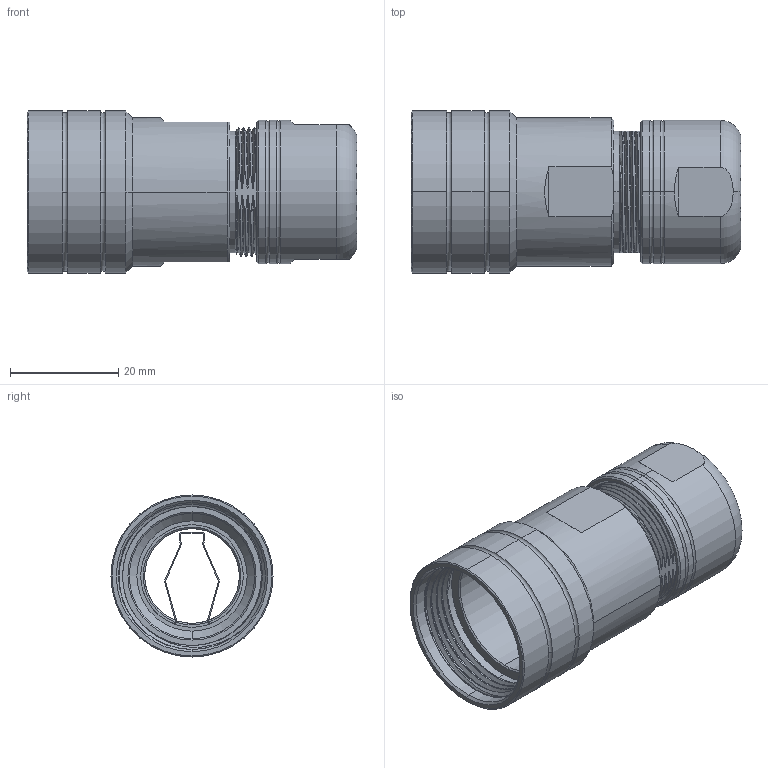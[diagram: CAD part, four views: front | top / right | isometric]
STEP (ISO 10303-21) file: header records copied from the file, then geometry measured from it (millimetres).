
FILE_DESCRIPTION((''),'2;1');
FILE_NAME('M0289-18','2016-01-18T',('ben.guo'),(''),'PRO/ENGINEER BY PARAMETRIC TECHNOLOGY CORPORATION, 2013230','PRO/ENGINEER BY PARAMETRIC TECHNOLOGY CORPORATION, 2013230','');
FILE_SCHEMA(('CONFIG_CONTROL_DESIGN'));
Length unit declared in the file: millimetre
Products named in the file (1): M0289-18
Bounding box: 61 x 30 x 30 mm (x, y, z)
Volume: 13394.8 mm3; surface area: 15834 mm2
Topology: 1 solids, 1 shells, 615 faces, 1772 edges, 1127 vertices
Faces by surface type: plane 330, cylinder 136, bspline 63, cone 54, torus 32
Entity records: 38385 total; most frequent: CARTESIAN_POINT 23175, ORIENTED_EDGE 3544, DIRECTION 2682, EDGE_CURVE 1772, VERTEX_POINT 1127, AXIS2_PLACEMENT_3D 991, VECTOR 700, LINE 700
